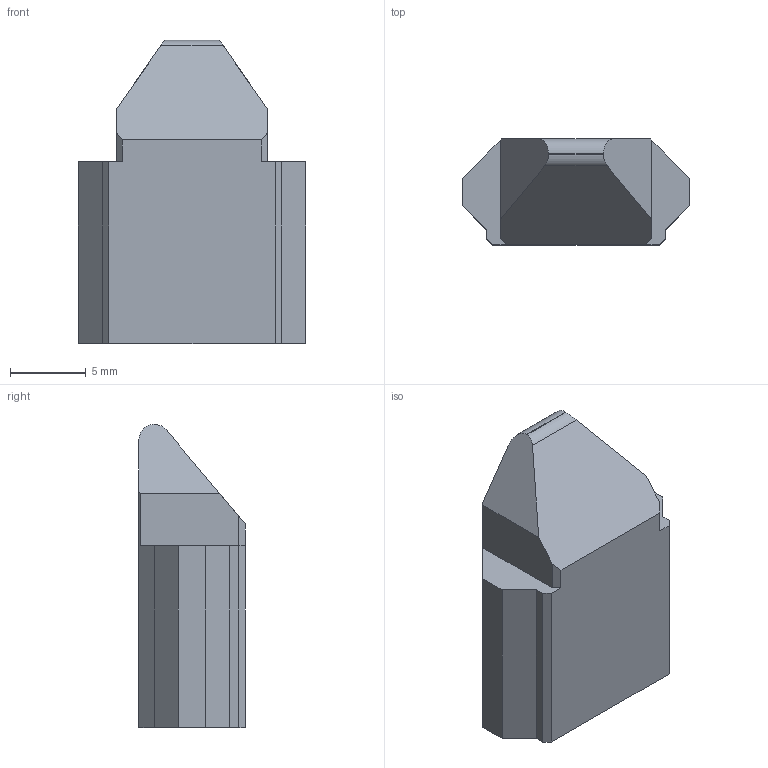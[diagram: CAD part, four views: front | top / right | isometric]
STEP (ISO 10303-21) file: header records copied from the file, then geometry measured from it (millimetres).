
FILE_DESCRIPTION (( 'STEP AP203' ), '1' );
FILE_NAME ('Mag_Detent_V1.STEP', '2022-07-20T17:18:42', ( '' ), ( '' ), 'SwSTEP 2.0', 'SolidWorks 2020', '' );
FILE_SCHEMA (( 'CONFIG_CONTROL_DESIGN' ));
Length unit declared in the file: millimetre
Products named in the file (1): Mag_Detent_V1
Bounding box: 15 x 7 x 20 mm (x, y, z)
Volume: 1332.9 mm3; surface area: 884.8 mm2
Topology: 1 solids, 1 shells, 30 faces, 81 edges, 54 vertices
Faces by surface type: plane 26, cylinder 4
Entity records: 1006 total; most frequent: CARTESIAN_POINT 178, ORIENTED_EDGE 162, DIRECTION 143, EDGE_CURVE 81, LINE 73, VECTOR 73, VERTEX_POINT 54, AXIS2_PLACEMENT_3D 35
